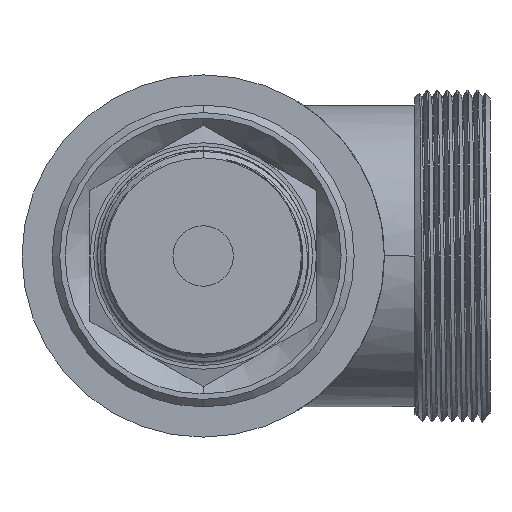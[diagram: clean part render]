
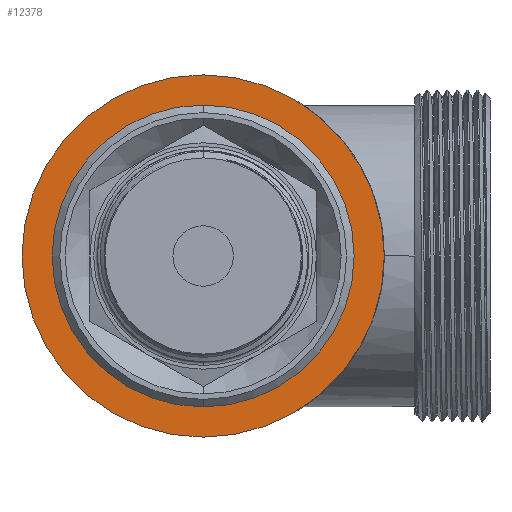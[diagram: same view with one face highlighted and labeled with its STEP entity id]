
A CAD part, front view. The second image highlights one B-rep face of the part: STEP entity #12378.
In plain terms, the highlighted planar face has unit normal (0, -1, 0).
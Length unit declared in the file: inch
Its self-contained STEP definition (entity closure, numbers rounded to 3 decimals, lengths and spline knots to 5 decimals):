
#10 = CIRCLE ( 'NONE', #16443, 1.5 ) ;
#752 = EDGE_LOOP ( 'NONE', ( #7078, #2742 ) ) ;
#1264 = CARTESIAN_POINT ( 'NONE',  ( 2.17782, 0.6623, 3.83128 ) ) ;
#1697 = DIRECTION ( 'NONE',  ( 0., -1., 0. ) ) ;
#2083 = AXIS2_PLACEMENT_3D ( 'NONE', #16198, #6753, #17779 ) ;
#2578 = EDGE_LOOP ( 'NONE', ( #8047, #18618 ) ) ;
#2742 = ORIENTED_EDGE ( 'NONE', *, *, #7910, .T. ) ;
#2837 = DIRECTION ( 'NONE',  ( 0., 0., -1. ) ) ;
#3060 = VERTEX_POINT ( 'NONE', #11179 ) ;
#3189 = PLANE ( 'NONE',  #12291 ) ;
#3323 = AXIS2_PLACEMENT_3D ( 'NONE', #16043, #6600, #17632 ) ;
#3697 = FACE_OUTER_BOUND ( 'NONE', #752, .T. ) ;
#4856 = CIRCLE ( 'NONE', #9554, 1.5 ) ;
#5442 = CARTESIAN_POINT ( 'NONE',  ( 2.17782, 0.6623, 3.83128 ) ) ;
#5542 = EDGE_CURVE ( 'Defeatured_0_24+Defeatured_0_28+Defeatured_0_28+Defeatured_0_28', #11561, #9841, #18164, .T. ) ;
#6600 = DIRECTION ( 'NONE',  ( 0., -1., 0. ) ) ;
#6753 = DIRECTION ( 'NONE',  ( 0., -1., 0. ) ) ;
#7037 = DIRECTION ( 'NONE',  ( 0., 0., -1. ) ) ;
#7078 = ORIENTED_EDGE ( 'NONE', *, *, #15024, .T. ) ;
#7818 = CARTESIAN_POINT ( 'NONE',  ( 2.17782, 0.6623, 5.08128 ) ) ;
#7910 = EDGE_CURVE ( 'Defeatured_0_28+Defeatured_0_23+Defeatured_0_23+Defeatured_0_23', #3060, #10761, #10, .T. ) ;
#8047 = ORIENTED_EDGE ( 'NONE', *, *, #5542, .F. ) ;
#9554 = AXIS2_PLACEMENT_3D ( 'NONE', #5442, #16478, #7037 ) ;
#9841 = VERTEX_POINT ( 'NONE', #7818 ) ;
#10761 = VERTEX_POINT ( 'NONE', #13029 ) ;
#11145 = FACE_BOUND ( 'NONE', #2578, .T. ) ;
#11176 = CARTESIAN_POINT ( 'NONE',  ( 3.42782, 0.6623, 3.83128 ) ) ;
#11179 = CARTESIAN_POINT ( 'NONE',  ( 2.17782, 0.6623, 5.33128 ) ) ;
#11561 = VERTEX_POINT ( 'NONE', #16481 ) ;
#11977 = EDGE_CURVE ( 'Defeatured_0_24+Defeatured_0_28+Defeatured_0_28+Defeatured_0_28', #9841, #11561, #17032, .T. ) ;
#12291 = AXIS2_PLACEMENT_3D ( 'NONE', #11176, #1697, #12771 ) ;
#12340 = DIRECTION ( 'NONE',  ( 0., -1., 0. ) ) ;
#12378 = ADVANCED_FACE ( 'Defeatured_0_28', ( #3697, #11145 ), #3189, .T. ) ;
#12771 = DIRECTION ( 'NONE',  ( 0., 0., -1. ) ) ;
#13029 = CARTESIAN_POINT ( 'NONE',  ( 2.17782, 0.6623, 2.33128 ) ) ;
#15024 = EDGE_CURVE ( 'Defeatured_0_28+Defeatured_0_23+Defeatured_0_23+Defeatured_0_23', #10761, #3060, #4856, .T. ) ;
#16043 = CARTESIAN_POINT ( 'NONE',  ( 2.17782, 0.6623, 3.83128 ) ) ;
#16198 = CARTESIAN_POINT ( 'NONE',  ( 2.17782, 0.6623, 3.83128 ) ) ;
#16443 = AXIS2_PLACEMENT_3D ( 'NONE', #1264, #12340, #2837 ) ;
#16478 = DIRECTION ( 'NONE',  ( 0., -1., 0. ) ) ;
#16481 = CARTESIAN_POINT ( 'NONE',  ( 2.17782, 0.6623, 2.58128 ) ) ;
#17032 = CIRCLE ( 'NONE', #2083, 1.25 ) ;
#17632 = DIRECTION ( 'NONE',  ( 0., 0., -1. ) ) ;
#17779 = DIRECTION ( 'NONE',  ( 0., 0., -1. ) ) ;
#18164 = CIRCLE ( 'NONE', #3323, 1.25 ) ;
#18618 = ORIENTED_EDGE ( 'NONE', *, *, #11977, .F. ) ;
